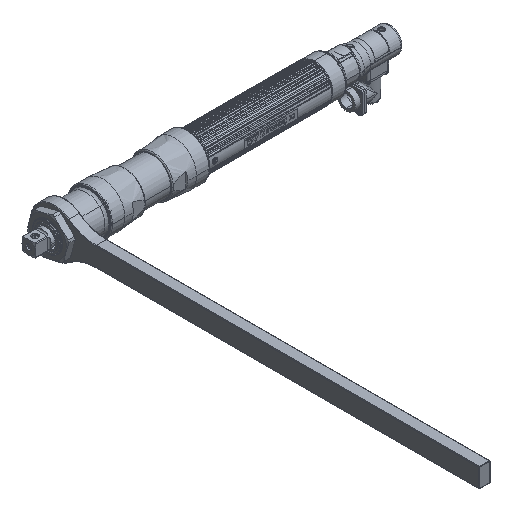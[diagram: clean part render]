
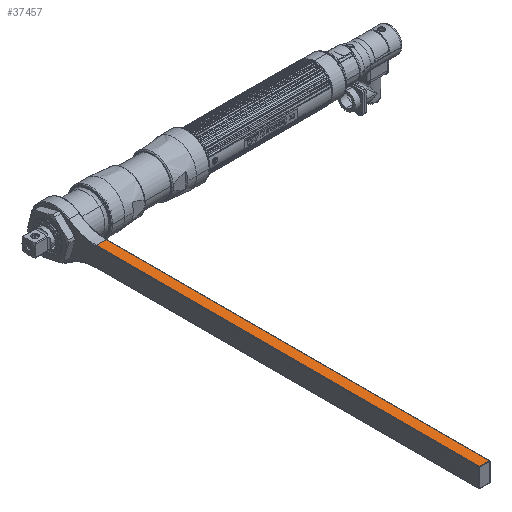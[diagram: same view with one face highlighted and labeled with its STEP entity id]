
A CAD part, isometric view. The second image highlights one B-rep face of the part: STEP entity #37457.
In plain terms, the highlighted planar face has unit normal (0, 0, 1).
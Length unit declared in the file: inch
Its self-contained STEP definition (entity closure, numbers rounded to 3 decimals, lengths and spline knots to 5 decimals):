
#35565=DIRECTION('',(-1.,0.,0.));
#35566=VECTOR('',#35565,0.565);
#35567=CARTESIAN_POINT('',(-14.6979,-23.9335,0.54675));
#35568=LINE('',#35567,#35566);
#35574=DIRECTION('',(0.,1.,0.));
#35575=VECTOR('',#35574,21.59547);
#35576=CARTESIAN_POINT('',(-15.2629,-23.9335,0.54675));
#35577=LINE('',#35576,#35575);
#35578=DIRECTION('',(1.,0.,0.));
#35579=VECTOR('',#35578,0.565);
#35580=CARTESIAN_POINT('',(-15.2629,-2.33803,0.54675));
#35581=LINE('',#35580,#35579);
#35582=DIRECTION('',(0.,-1.,0.));
#35583=VECTOR('',#35582,21.59547);
#35584=CARTESIAN_POINT('',(-14.6979,-2.33803,0.54675));
#35585=LINE('',#35584,#35583);
#36638=CARTESIAN_POINT('',(-14.6979,-2.33803,0.54675));
#36639=CARTESIAN_POINT('',(-14.6979,-23.9335,0.54675));
#36640=VERTEX_POINT('',#36638);
#36641=VERTEX_POINT('',#36639);
#36656=CARTESIAN_POINT('',(-15.2629,-23.9335,0.54675));
#36657=VERTEX_POINT('',#36656);
#36672=CARTESIAN_POINT('',(-15.2629,-2.33803,0.54675));
#36673=VERTEX_POINT('',#36672);
#37443=CARTESIAN_POINT('',(-15.2929,-2.33803,0.54675));
#37444=DIRECTION('',(0.,0.,1.));
#37445=DIRECTION('',(0.,-1.,0.));
#37446=AXIS2_PLACEMENT_3D('',#37443,#37444,#37445);
#37447=PLANE('',#37446);
#37449=ORIENTED_EDGE('',*,*,#37448,.T.);
#37450=ORIENTED_EDGE('',*,*,#37436,.T.);
#37452=ORIENTED_EDGE('',*,*,#37451,.T.);
#37454=ORIENTED_EDGE('',*,*,#37453,.T.);
#37455=EDGE_LOOP('',(#37449,#37450,#37452,#37454));
#37456=FACE_OUTER_BOUND('',#37455,.F.);
#37457=ADVANCED_FACE('',(#37456),#37447,.T.);
#37436=EDGE_CURVE('',#36641,#36657,#35568,.T.);
#37448=EDGE_CURVE('',#36640,#36641,#35585,.T.);
#37451=EDGE_CURVE('',#36657,#36673,#35577,.T.);
#37453=EDGE_CURVE('',#36673,#36640,#35581,.T.);
